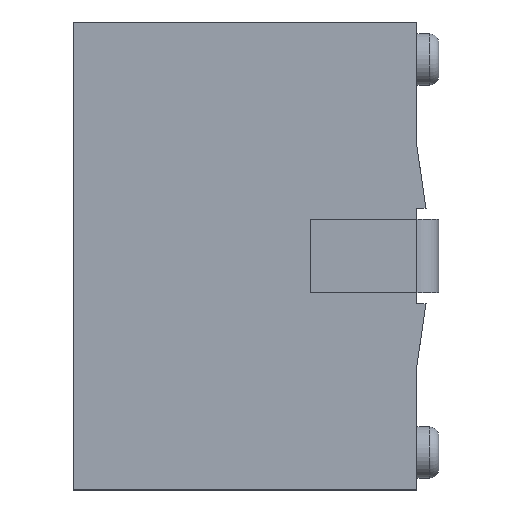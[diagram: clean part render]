
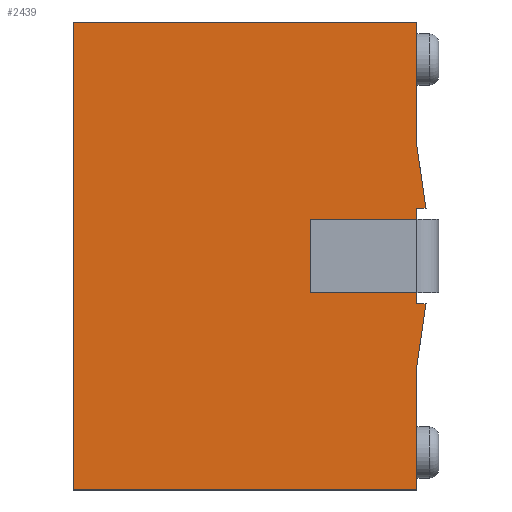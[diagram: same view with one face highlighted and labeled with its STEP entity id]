
A CAD part, left-side view. The second image highlights one B-rep face of the part: STEP entity #2439.
In plain terms, the highlighted planar face has unit normal (-1, 0, 0).
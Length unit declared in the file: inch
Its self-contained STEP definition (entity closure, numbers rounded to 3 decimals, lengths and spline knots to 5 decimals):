
#1 = VECTOR ( 'NONE', #2182, 39.37008 ) ;
#17 = CARTESIAN_POINT ( 'NONE',  ( -0.25197, -0.00984, -0.05118 ) ) ;
#75 = CARTESIAN_POINT ( 'NONE',  ( -0.25197, 0., 0.05118 ) ) ;
#104 = EDGE_CURVE ( 'NONE', #1017, #2488, #927, .T. ) ;
#109 = CARTESIAN_POINT ( 'NONE',  ( -0.25197, 0., 0.11811 ) ) ;
#247 = CARTESIAN_POINT ( 'NONE',  ( -0.25197, 0.37008, 0.25197 ) ) ;
#272 = DIRECTION ( 'NONE',  ( 0., 0., 1. ) ) ;
#286 = VECTOR ( 'NONE', #646, 39.37008 ) ;
#326 = VECTOR ( 'NONE', #1139, 39.37008 ) ;
#340 = CARTESIAN_POINT ( 'NONE',  ( -0.25197, 0., -0.11811 ) ) ;
#375 = EDGE_CURVE ( 'NONE', #1011, #671, #691, .T. ) ;
#388 = CARTESIAN_POINT ( 'NONE',  ( -0.25197, 0., -0.25197 ) ) ;
#404 = VERTEX_POINT ( 'NONE', #708 ) ;
#454 = ORIENTED_EDGE ( 'NONE', *, *, #2408, .T. ) ;
#465 = CARTESIAN_POINT ( 'NONE',  ( -0.25197, 0., 0.25197 ) ) ;
#477 = LINE ( 'NONE', #1428, #946 ) ;
#481 = LINE ( 'NONE', #1274, #783 ) ;
#494 = EDGE_CURVE ( 'NONE', #1276, #1017, #1154, .T. ) ;
#520 = ORIENTED_EDGE ( 'NONE', *, *, #1775, .F. ) ;
#568 = VECTOR ( 'NONE', #914, 39.37008 ) ;
#575 = AXIS2_PLACEMENT_3D ( 'NONE', #1244, #2003, #1804 ) ;
#584 = CARTESIAN_POINT ( 'NONE',  ( -0.25197, 0., 0.25197 ) ) ;
#604 = VECTOR ( 'NONE', #272, 39.37008 ) ;
#619 = LINE ( 'NONE', #2383, #1 ) ;
#646 = DIRECTION ( 'NONE',  ( 0., -1., 0. ) ) ;
#671 = VERTEX_POINT ( 'NONE', #2414 ) ;
#681 = EDGE_CURVE ( 'NONE', #1029, #1463, #2427, .T. ) ;
#691 = LINE ( 'NONE', #109, #1649 ) ;
#708 = CARTESIAN_POINT ( 'NONE',  ( -0.25197, 0.37008, -0.25197 ) ) ;
#782 = EDGE_CURVE ( 'NONE', #671, #804, #477, .T. ) ;
#783 = VECTOR ( 'NONE', #1833, 39.37008 ) ;
#804 = VERTEX_POINT ( 'NONE', #75 ) ;
#857 = CARTESIAN_POINT ( 'NONE',  ( -0.25197, 0., -0.05118 ) ) ;
#863 = VECTOR ( 'NONE', #1570, 39.37008 ) ;
#877 = CARTESIAN_POINT ( 'NONE',  ( -0.25197, 0.37008, 0.25197 ) ) ;
#914 = DIRECTION ( 'NONE',  ( 0., 0., 1. ) ) ;
#927 = LINE ( 'NONE', #340, #2506 ) ;
#946 = VECTOR ( 'NONE', #2008, 39.37008 ) ;
#952 = ORIENTED_EDGE ( 'NONE', *, *, #1141, .T. ) ;
#1011 = VERTEX_POINT ( 'NONE', #1759 ) ;
#1017 = VERTEX_POINT ( 'NONE', #17 ) ;
#1029 = VERTEX_POINT ( 'NONE', #247 ) ;
#1044 = PLANE ( 'NONE',  #575 ) ;
#1070 = EDGE_CURVE ( 'NONE', #404, #1477, #2360, .T. ) ;
#1082 = ORIENTED_EDGE ( 'NONE', *, *, #1338, .T. ) ;
#1104 = ORIENTED_EDGE ( 'NONE', *, *, #375, .F. ) ;
#1139 = DIRECTION ( 'NONE',  ( 0., -1., 0. ) ) ;
#1141 = EDGE_CURVE ( 'NONE', #1477, #2488, #2203, .T. ) ;
#1154 = LINE ( 'NONE', #2499, #326 ) ;
#1208 = CARTESIAN_POINT ( 'NONE',  ( -0.25197, 0.37008, -0.25197 ) ) ;
#1244 = CARTESIAN_POINT ( 'NONE',  ( -0.25197, 0.37008, 0.25197 ) ) ;
#1274 = CARTESIAN_POINT ( 'NONE',  ( -0.25197, 0., 0.25197 ) ) ;
#1276 = VERTEX_POINT ( 'NONE', #857 ) ;
#1320 = ORIENTED_EDGE ( 'NONE', *, *, #782, .F. ) ;
#1338 = EDGE_CURVE ( 'NONE', #1011, #1463, #481, .T. ) ;
#1380 = FACE_OUTER_BOUND ( 'NONE', #2026, .T. ) ;
#1428 = CARTESIAN_POINT ( 'NONE',  ( -0.25197, -0.00984, 0.05118 ) ) ;
#1442 = CARTESIAN_POINT ( 'NONE',  ( -0.25197, 0., -0.11811 ) ) ;
#1463 = VERTEX_POINT ( 'NONE', #584 ) ;
#1477 = VERTEX_POINT ( 'NONE', #388 ) ;
#1554 = ORIENTED_EDGE ( 'NONE', *, *, #681, .F. ) ;
#1570 = DIRECTION ( 'NONE',  ( 0., -1., 0. ) ) ;
#1649 = VECTOR ( 'NONE', #1655, 39.37008 ) ;
#1655 = DIRECTION ( 'NONE',  ( 0., -0.145, -0.989 ) ) ;
#1759 = CARTESIAN_POINT ( 'NONE',  ( -0.25197, 0., 0.11811 ) ) ;
#1775 = EDGE_CURVE ( 'NONE', #404, #1029, #2115, .T. ) ;
#1790 = ORIENTED_EDGE ( 'NONE', *, *, #494, .F. ) ;
#1804 = DIRECTION ( 'NONE',  ( 0., 0., -1. ) ) ;
#1833 = DIRECTION ( 'NONE',  ( 0., 0., 1. ) ) ;
#2003 = DIRECTION ( 'NONE',  ( 1., 0., 0. ) ) ;
#2008 = DIRECTION ( 'NONE',  ( 0., 1., 0. ) ) ;
#2026 = EDGE_LOOP ( 'NONE', ( #952, #2191, #1790, #454, #1320, #1104, #1082, #1554, #520, #2290 ) ) ;
#2115 = LINE ( 'NONE', #2269, #568 ) ;
#2182 = DIRECTION ( 'NONE',  ( 0., 0., 1. ) ) ;
#2191 = ORIENTED_EDGE ( 'NONE', *, *, #104, .F. ) ;
#2203 = LINE ( 'NONE', #465, #604 ) ;
#2269 = CARTESIAN_POINT ( 'NONE',  ( -0.25197, 0.37008, 0.25197 ) ) ;
#2290 = ORIENTED_EDGE ( 'NONE', *, *, #1070, .T. ) ;
#2360 = LINE ( 'NONE', #1208, #863 ) ;
#2383 = CARTESIAN_POINT ( 'NONE',  ( -0.25197, 0., 0.25197 ) ) ;
#2408 = EDGE_CURVE ( 'NONE', #1276, #804, #619, .T. ) ;
#2414 = CARTESIAN_POINT ( 'NONE',  ( -0.25197, -0.00984, 0.05118 ) ) ;
#2427 = LINE ( 'NONE', #877, #286 ) ;
#2439 = ADVANCED_FACE ( 'NONE', ( #1380 ), #1044, .F. ) ;
#2459 = DIRECTION ( 'NONE',  ( 0., 0.145, -0.989 ) ) ;
#2488 = VERTEX_POINT ( 'NONE', #1442 ) ;
#2499 = CARTESIAN_POINT ( 'NONE',  ( -0.25197, -0.00984, -0.05118 ) ) ;
#2506 = VECTOR ( 'NONE', #2459, 39.37008 ) ;
